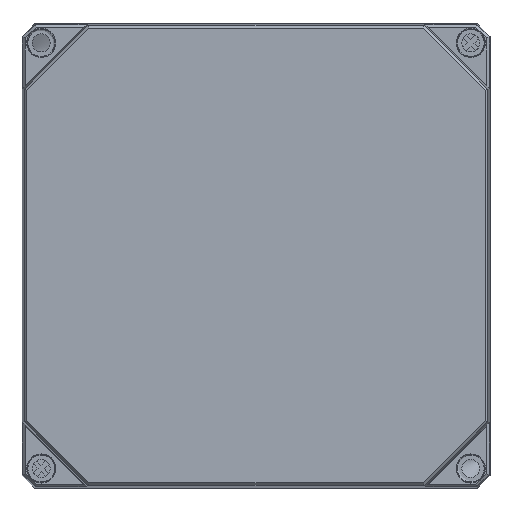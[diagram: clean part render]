
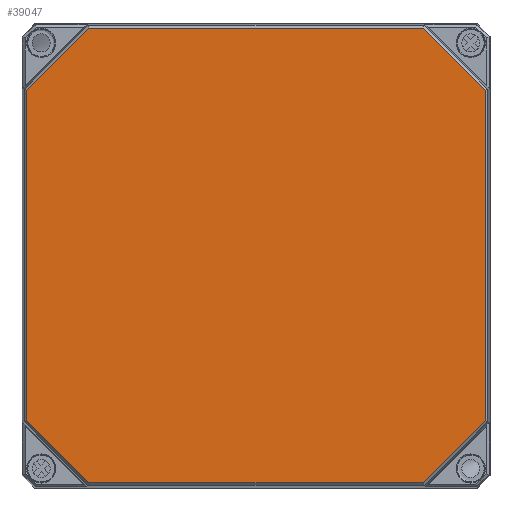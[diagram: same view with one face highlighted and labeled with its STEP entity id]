
A CAD part, top view. The second image highlights one B-rep face of the part: STEP entity #39047.
In plain terms, the highlighted planar face has unit normal (0, 0, 1).
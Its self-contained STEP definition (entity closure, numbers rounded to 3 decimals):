
#386=PLANE('',#42039);
#1914=LINE('',#61027,#5136);
#1917=LINE('',#61032,#5139);
#1920=LINE('',#61037,#5142);
#1922=LINE('',#61041,#5144);
#1925=LINE('',#61046,#5147);
#1927=LINE('',#61050,#5149);
#1930=LINE('',#61055,#5152);
#1932=LINE('',#61058,#5154);
#5136=VECTOR('',#47200,10.);
#5139=VECTOR('',#47205,10.);
#5142=VECTOR('',#47210,10.);
#5144=VECTOR('',#47214,10.);
#5147=VECTOR('',#47219,10.);
#5149=VECTOR('',#47223,10.);
#5152=VECTOR('',#47228,10.);
#5154=VECTOR('',#47232,10.);
#10628=FACE_OUTER_BOUND('',#13025,.T.);
#13025=EDGE_LOOP('',(#28959,#28960,#28961,#28962,#28963,#28964,#28965,#28966));
#17504=VERTEX_POINT('',#61025);
#17505=VERTEX_POINT('',#61026);
#17506=VERTEX_POINT('',#61031);
#17507=VERTEX_POINT('',#61036);
#17508=VERTEX_POINT('',#61040);
#17509=VERTEX_POINT('',#61045);
#17510=VERTEX_POINT('',#61049);
#17511=VERTEX_POINT('',#61054);
#21787=EDGE_CURVE('',#17504,#17505,#1914,.T.);
#21790=EDGE_CURVE('',#17505,#17506,#1917,.T.);
#21793=EDGE_CURVE('',#17506,#17507,#1920,.T.);
#21795=EDGE_CURVE('',#17507,#17508,#1922,.T.);
#21798=EDGE_CURVE('',#17508,#17509,#1925,.T.);
#21800=EDGE_CURVE('',#17509,#17510,#1927,.T.);
#21803=EDGE_CURVE('',#17510,#17511,#1930,.T.);
#21805=EDGE_CURVE('',#17511,#17504,#1932,.T.);
#28959=ORIENTED_EDGE('',*,*,#21787,.F.);
#28960=ORIENTED_EDGE('',*,*,#21805,.F.);
#28961=ORIENTED_EDGE('',*,*,#21803,.F.);
#28962=ORIENTED_EDGE('',*,*,#21800,.F.);
#28963=ORIENTED_EDGE('',*,*,#21798,.F.);
#28964=ORIENTED_EDGE('',*,*,#21795,.F.);
#28965=ORIENTED_EDGE('',*,*,#21793,.F.);
#28966=ORIENTED_EDGE('',*,*,#21790,.F.);
#39047=ADVANCED_FACE('',(#10628),#386,.T.);
#42039=AXIS2_PLACEMENT_3D('',#61080,#47248,#47249);
#47200=DIRECTION('',(0.707,-0.707,0.));
#47205=DIRECTION('',(0.,-1.,0.));
#47210=DIRECTION('',(-0.707,-0.707,0.));
#47214=DIRECTION('',(-1.,0.,0.));
#47219=DIRECTION('',(-0.707,0.707,0.));
#47223=DIRECTION('',(0.,1.,0.));
#47228=DIRECTION('',(0.707,0.707,0.));
#47232=DIRECTION('',(1.,0.,0.));
#47248=DIRECTION('center_axis',(0.,0.,1.));
#47249=DIRECTION('ref_axis',(1.,0.,0.));
#61025=CARTESIAN_POINT('',(65.044,88.438,93.));
#61026=CARTESIAN_POINT('',(89.188,64.294,93.));
#61027=CARTESIAN_POINT('',(70.677,82.805,93.));
#61031=CARTESIAN_POINT('',(89.188,-64.294,93.));
#61032=CARTESIAN_POINT('',(89.188,42.625,93.));
#61036=CARTESIAN_POINT('',(65.044,-88.438,93.));
#61037=CARTESIAN_POINT('',(83.18,-70.302,93.));
#61040=CARTESIAN_POINT('',(-65.044,-88.438,93.));
#61041=CARTESIAN_POINT('',(43.,-88.438,93.));
#61045=CARTESIAN_POINT('',(-89.188,-64.294,93.));
#61046=CARTESIAN_POINT('',(-70.677,-82.805,93.));
#61049=CARTESIAN_POINT('',(-89.188,64.294,93.));
#61050=CARTESIAN_POINT('',(-89.188,-42.625,93.));
#61054=CARTESIAN_POINT('',(-65.044,88.438,93.));
#61055=CARTESIAN_POINT('',(-83.18,70.302,93.));
#61058=CARTESIAN_POINT('',(-43.,88.438,93.));
#61080=CARTESIAN_POINT('Origin',(0.,0.,
93.));
